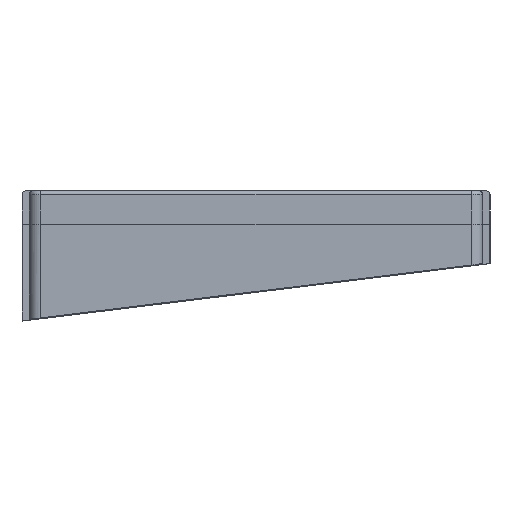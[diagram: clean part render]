
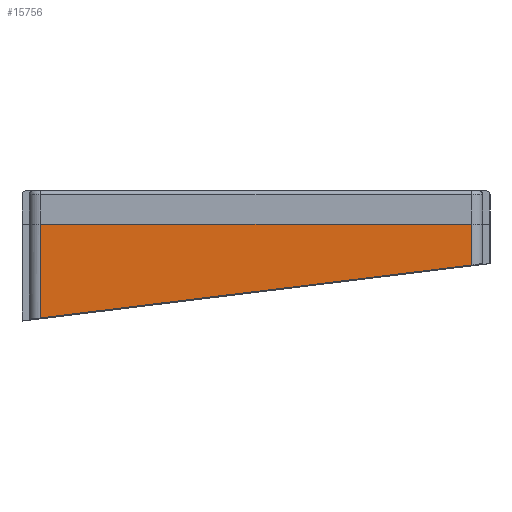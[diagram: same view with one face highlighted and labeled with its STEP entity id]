
A CAD part, left-side view. The second image highlights one B-rep face of the part: STEP entity #15756.
In plain terms, the highlighted planar face has unit normal (-1, 0, 0).
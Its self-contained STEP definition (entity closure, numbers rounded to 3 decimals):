
#681=PLANE('',#17375);
#1476=FACE_OUTER_BOUND('',#2469,.T.);
#2469=EDGE_LOOP('',(#14497,#14498,#14499,#14500));
#3971=LINE('',#26517,#5499);
#3984=LINE('',#26546,#5512);
#3985=LINE('',#26549,#5513);
#3986=LINE('',#26550,#5514);
#5499=VECTOR('',#21919,10.);
#5512=VECTOR('',#21940,10.);
#5513=VECTOR('',#21943,10.);
#5514=VECTOR('',#21944,10.);
#7762=VERTEX_POINT('',#26514);
#7763=VERTEX_POINT('',#26516);
#7775=VERTEX_POINT('',#26544);
#7776=VERTEX_POINT('',#26548);
#10010=EDGE_CURVE('',#7762,#7763,#3971,.F.);
#10025=EDGE_CURVE('',#7775,#7763,#3984,.T.);
#10026=EDGE_CURVE('',#7775,#7776,#3985,.T.);
#10027=EDGE_CURVE('',#7776,#7762,#3986,.T.);
#14497=ORIENTED_EDGE('',*,*,#10026,.F.);
#14498=ORIENTED_EDGE('',*,*,#10025,.T.);
#14499=ORIENTED_EDGE('',*,*,#10010,.F.);
#14500=ORIENTED_EDGE('',*,*,#10027,.F.);
#15756=ADVANCED_FACE('',(#1476),#681,.T.);
#17375=AXIS2_PLACEMENT_3D('',#26547,#21941,#21942);
#21919=DIRECTION('',(0.,-0.993,0.122));
#21940=DIRECTION('',(0.,0.,-1.));
#21941=DIRECTION('center_axis',(-1.,0.,0.));
#21942=DIRECTION('ref_axis',(0.,1.,0.));
#21943=DIRECTION('',(0.,-1.,0.));
#21944=DIRECTION('',(0.,0.,-1.));
#26514=CARTESIAN_POINT('',(-13.475,-105.725,-10.968));
#26516=CARTESIAN_POINT('',(-13.475,10.475,-25.236));
#26517=CARTESIAN_POINT('',(-13.475,-77.566,-14.426));
#26544=CARTESIAN_POINT('',(-13.475,10.475,0.));
#26546=CARTESIAN_POINT('',(-13.475,10.475,0.));
#26547=CARTESIAN_POINT('Origin',(-13.475,-105.725,0.));
#26548=CARTESIAN_POINT('',(-13.475,-105.725,0.));
#26549=CARTESIAN_POINT('',(-13.475,10.475,0.));
#26550=CARTESIAN_POINT('',(-13.475,-105.725,0.));
